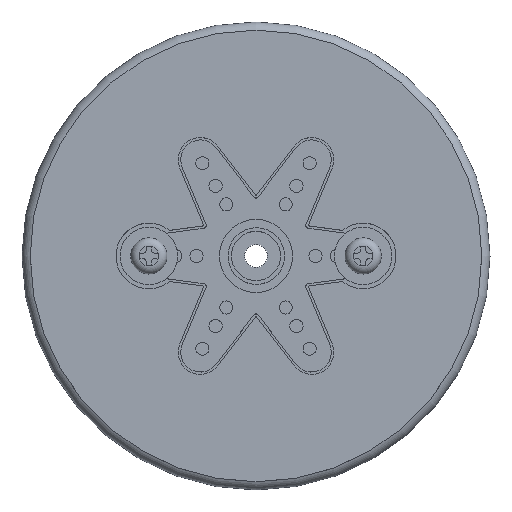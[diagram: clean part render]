
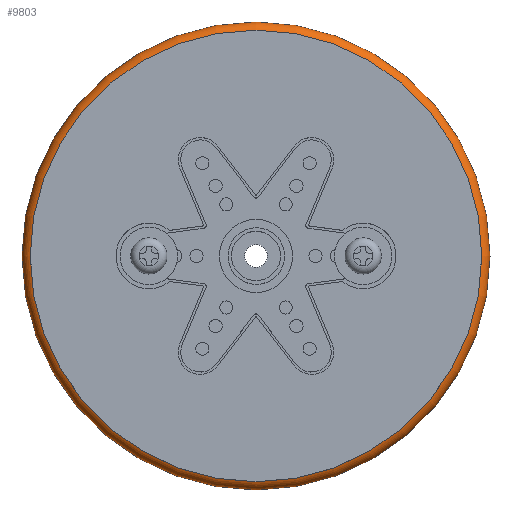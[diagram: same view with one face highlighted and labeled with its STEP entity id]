
A CAD part, top view. The second image highlights one B-rep face of the part: STEP entity #9803.
In plain terms, the highlighted toroidal (fillet/blend) face has major radius 27 mm and minor radius 1.5 mm.
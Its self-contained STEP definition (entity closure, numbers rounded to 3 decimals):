
#9803 = ADVANCED_FACE('',(#9804),#9808,.T.);
#9804 = FACE_BOUND('',#9805,.F.);
#9805 = VERTEX_LOOP('',#9806);
#9806 = VERTEX_POINT('',#9807);
#9807 = CARTESIAN_POINT('',(28.5,0.,0.));
#9808 = TOROIDAL_SURFACE('',#9809,27.,1.5);
#9809 = AXIS2_PLACEMENT_3D('',#9810,#9811,#9812);
#9810 = CARTESIAN_POINT('',(0.,0.,0.));
#9811 = DIRECTION('',(-0.,-0.,-1.));
#9812 = DIRECTION('',(1.,0.,0.));
